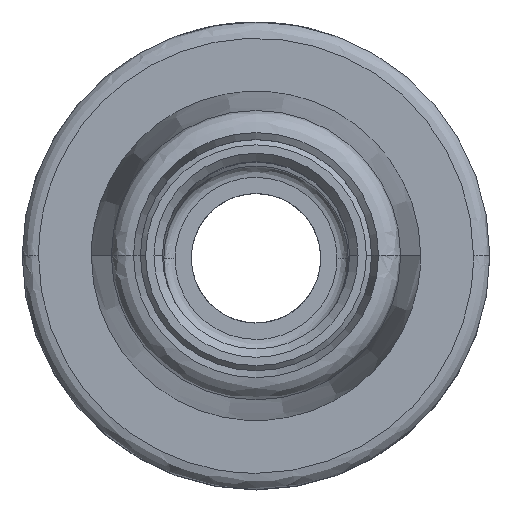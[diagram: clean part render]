
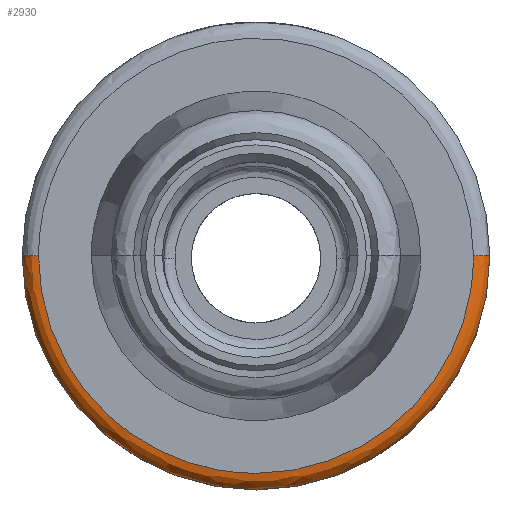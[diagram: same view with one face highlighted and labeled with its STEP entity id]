
A CAD part, top view. The second image highlights one B-rep face of the part: STEP entity #2930.
In plain terms, the highlighted free-form (B-spline) face has degree [3, 3] with [4, 4] control points.
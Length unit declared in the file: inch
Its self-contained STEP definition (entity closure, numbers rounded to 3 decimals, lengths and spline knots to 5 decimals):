
#6 =( BOUNDED_CURVE ( )  B_SPLINE_CURVE ( 3, ( #103, #6263, #14527, #2481 ),
 .UNSPECIFIED., .F., .F. ) 
 B_SPLINE_CURVE_WITH_KNOTS ( ( 4, 4 ),
 ( 0., 1. ),
 .UNSPECIFIED. ) 
 CURVE ( )  GEOMETRIC_REPRESENTATION_ITEM ( )  RATIONAL_B_SPLINE_CURVE ( ( 1., 0.805, 0.805, 1. ) ) 
 REPRESENTATION_ITEM ( '' )  );
#103 = CARTESIAN_POINT ( 'NONE',  ( -5.03535, -0.1632, 4.33544 ) ) ;
#418 = CARTESIAN_POINT ( 'NONE',  ( -5.03535, -0.1632, 4.33544 ) ) ;
#748 = EDGE_CURVE ( 'NONE', #3796, #3514, #7843, .T. ) ;
#836 = EDGE_CURVE ( 'NONE', #9292, #4911, #3192, .T. ) ;
#1073 = AXIS2_PLACEMENT_3D ( 'NONE', #7865, #10153, #9316 ) ;
#1386 = CARTESIAN_POINT ( 'NONE',  ( -5.09535, -0.1632, 4.27544 ) ) ;
#1990 =( BOUNDED_SURFACE ( )  B_SPLINE_SURFACE ( 3, 3, ( 
 ( #15404, #7135, #10619, #4701 ),
 ( #2015, #9222, #8385, #12815 ),
 ( #14224, #4462, #11888, #7289 ),
 ( #1386, #9617, #3995, #11005 ) ),
 .UNSPECIFIED., .F., .F., .F. ) 
 B_SPLINE_SURFACE_WITH_KNOTS ( ( 4, 4 ),
 ( 4, 4 ),
 ( 0., 1. ),
 ( 0., 1. ),
 .UNSPECIFIED. ) 
 GEOMETRIC_REPRESENTATION_ITEM ( )  RATIONAL_B_SPLINE_SURFACE ( (
 ( 1., 0.333, 0.333, 1.),
 ( 0.805, 0.268, 0.268, 0.805),
 ( 0.805, 0.268, 0.268, 0.805),
 ( 1., 0.333, 0.333, 1.) ) ) 
 REPRESENTATION_ITEM ( '' )  SURFACE ( )  );
#2015 = CARTESIAN_POINT ( 'NONE',  ( -5.0705, -0.1632, 4.33544 ) ) ;
#2067 = CARTESIAN_POINT ( 'NONE',  ( -3.43735, -0.1632, 4.33544 ) ) ;
#2357 = CARTESIAN_POINT ( 'NONE',  ( -4.23635, -0.1632, 4.27544 ) ) ;
#2481 = CARTESIAN_POINT ( 'NONE',  ( -4.23635, -0.9622, 4.33544 ) ) ;
#2930 = ADVANCED_FACE ( 'NONE', ( #9450 ), #1990, .F. ) ;
#3189 = CARTESIAN_POINT ( 'NONE',  ( -4.23635, -0.9622, 4.33544 ) ) ;
#3192 =( BOUNDED_CURVE ( )  B_SPLINE_CURVE ( 3, ( #3189, #9235, #13916, #7995 ),
 .UNSPECIFIED., .F., .F. ) 
 B_SPLINE_CURVE_WITH_KNOTS ( ( 4, 4 ),
 ( 0., 1. ),
 .UNSPECIFIED. ) 
 CURVE ( )  GEOMETRIC_REPRESENTATION_ITEM ( )  RATIONAL_B_SPLINE_CURVE ( ( 1., 0.805, 0.805, 1. ) ) 
 REPRESENTATION_ITEM ( '' )  );
#3274 = DIRECTION ( 'NONE',  ( 0., 0., 1. ) ) ;
#3514 = VERTEX_POINT ( 'NONE', #6523 ) ;
#3796 = VERTEX_POINT ( 'NONE', #418 ) ;
#3995 = CARTESIAN_POINT ( 'NONE',  ( -3.37735, -1.8812, 4.27544 ) ) ;
#4027 = EDGE_CURVE ( 'NONE', #3796, #9292, #6, .T. ) ;
#4462 = CARTESIAN_POINT ( 'NONE',  ( -5.09535, -1.8812, 4.31059 ) ) ;
#4701 = CARTESIAN_POINT ( 'NONE',  ( -3.43735, -0.1632, 4.33544 ) ) ;
#4911 = VERTEX_POINT ( 'NONE', #2067 ) ;
#5252 = EDGE_CURVE ( 'NONE', #3514, #10283, #11269, .T. ) ;
#5791 = DIRECTION ( 'NONE',  ( 0., 1., 0. ) ) ;
#6263 = CARTESIAN_POINT ( 'NONE',  ( -5.03535, -0.63124, 4.33544 ) ) ;
#6523 = CARTESIAN_POINT ( 'NONE',  ( -5.09535, -0.1632, 4.27544 ) ) ;
#6644 = CARTESIAN_POINT ( 'NONE',  ( -4.23635, -0.9622, 4.33544 ) ) ;
#6668 = CARTESIAN_POINT ( 'NONE',  ( -3.37735, -0.1632, 4.27544 ) ) ;
#6868 = CARTESIAN_POINT ( 'NONE',  ( -3.43735, -0.1632, 4.27544 ) ) ;
#7064 = AXIS2_PLACEMENT_3D ( 'NONE', #2357, #3274, #10549 ) ;
#7135 = CARTESIAN_POINT ( 'NONE',  ( -5.03535, -1.7612, 4.33544 ) ) ;
#7178 = ORIENTED_EDGE ( 'NONE', *, *, #4027, .T. ) ;
#7289 = CARTESIAN_POINT ( 'NONE',  ( -3.37735, -0.1632, 4.31059 ) ) ;
#7843 = CIRCLE ( 'NONE', #1073, 0.06 ) ;
#7865 = CARTESIAN_POINT ( 'NONE',  ( -5.03535, -0.1632, 4.27544 ) ) ;
#7995 = CARTESIAN_POINT ( 'NONE',  ( -3.43735, -0.1632, 4.33544 ) ) ;
#7999 = CIRCLE ( 'NONE', #13207, 0.06 ) ;
#8193 = EDGE_LOOP ( 'NONE', ( #15406, #7178, #10483, #9210, #11913 ) ) ;
#8385 = CARTESIAN_POINT ( 'NONE',  ( -3.40221, -1.83149, 4.33544 ) ) ;
#9210 = ORIENTED_EDGE ( 'NONE', *, *, #10192, .T. ) ;
#9222 = CARTESIAN_POINT ( 'NONE',  ( -5.0705, -1.83149, 4.33544 ) ) ;
#9235 = CARTESIAN_POINT ( 'NONE',  ( -3.76831, -0.9622, 4.33544 ) ) ;
#9292 = VERTEX_POINT ( 'NONE', #6644 ) ;
#9316 = DIRECTION ( 'NONE',  ( -1., 0., 0. ) ) ;
#9450 = FACE_OUTER_BOUND ( 'NONE', #8193, .T. ) ;
#9617 = CARTESIAN_POINT ( 'NONE',  ( -5.09535, -1.8812, 4.27544 ) ) ;
#10153 = DIRECTION ( 'NONE',  ( 0., -1., 0. ) ) ;
#10192 = EDGE_CURVE ( 'NONE', #4911, #10283, #7999, .T. ) ;
#10283 = VERTEX_POINT ( 'NONE', #6668 ) ;
#10483 = ORIENTED_EDGE ( 'NONE', *, *, #836, .T. ) ;
#10549 = DIRECTION ( 'NONE',  ( 1., 0., 0. ) ) ;
#10619 = CARTESIAN_POINT ( 'NONE',  ( -3.43735, -1.7612, 4.33544 ) ) ;
#11005 = CARTESIAN_POINT ( 'NONE',  ( -3.37735, -0.1632, 4.27544 ) ) ;
#11269 = CIRCLE ( 'NONE', #7064, 0.859 ) ;
#11888 = CARTESIAN_POINT ( 'NONE',  ( -3.37735, -1.8812, 4.31059 ) ) ;
#11913 = ORIENTED_EDGE ( 'NONE', *, *, #5252, .F. ) ;
#12815 = CARTESIAN_POINT ( 'NONE',  ( -3.40221, -0.1632, 4.33544 ) ) ;
#13207 = AXIS2_PLACEMENT_3D ( 'NONE', #6868, #5791, #15128 ) ;
#13916 = CARTESIAN_POINT ( 'NONE',  ( -3.43735, -0.63124, 4.33544 ) ) ;
#14224 = CARTESIAN_POINT ( 'NONE',  ( -5.09535, -0.1632, 4.31059 ) ) ;
#14527 = CARTESIAN_POINT ( 'NONE',  ( -4.7044, -0.9622, 4.33544 ) ) ;
#15128 = DIRECTION ( 'NONE',  ( 1., 0., 0. ) ) ;
#15404 = CARTESIAN_POINT ( 'NONE',  ( -5.03535, -0.1632, 4.33544 ) ) ;
#15406 = ORIENTED_EDGE ( 'NONE', *, *, #748, .F. ) ;
